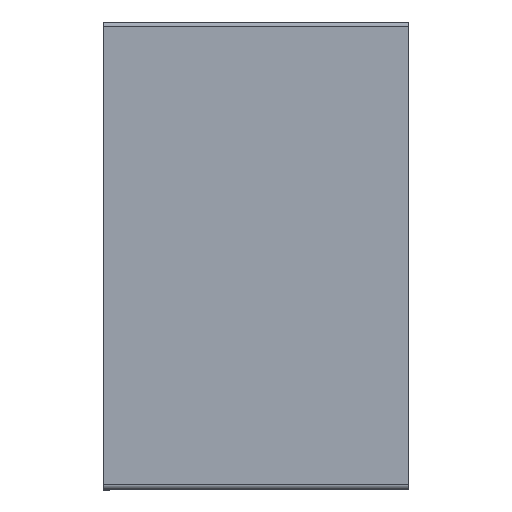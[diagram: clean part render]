
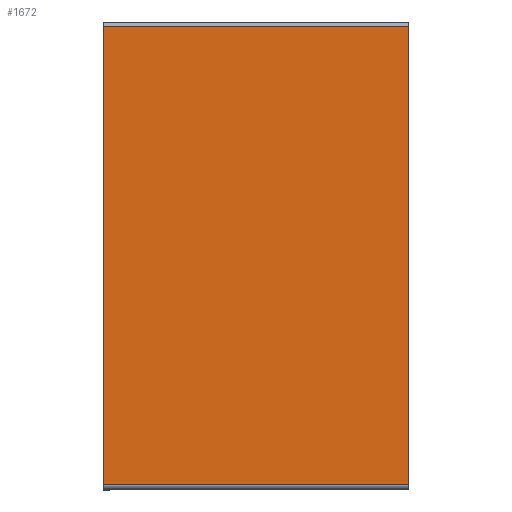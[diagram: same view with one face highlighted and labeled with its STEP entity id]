
A CAD part, top view. The second image highlights one B-rep face of the part: STEP entity #1672.
In plain terms, the highlighted planar face has unit normal (0, 0, 1).
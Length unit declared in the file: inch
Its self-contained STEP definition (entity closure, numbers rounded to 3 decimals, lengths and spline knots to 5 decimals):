
#107=PLANE('',#1918);
#164=FACE_OUTER_BOUND('',#264,.T.);
#264=EDGE_LOOP('',(#1181,#1182,#1183,#1184));
#358=LINE('',#2646,#516);
#362=LINE('',#2659,#520);
#365=LINE('',#2667,#523);
#370=LINE('',#2677,#528);
#516=VECTOR('',#2103,0.3937);
#520=VECTOR('',#2115,0.3937);
#523=VECTOR('',#2122,0.3937);
#528=VECTOR('',#2133,0.3937);
#745=VERTEX_POINT('',#2639);
#748=VERTEX_POINT('',#2644);
#753=VERTEX_POINT('',#2658);
#756=VERTEX_POINT('',#2666);
#902=EDGE_CURVE('',#748,#745,#358,.T.);
#908=EDGE_CURVE('',#745,#753,#362,.T.);
#912=EDGE_CURVE('',#753,#756,#365,.T.);
#918=EDGE_CURVE('',#748,#756,#370,.T.);
#1181=ORIENTED_EDGE('',*,*,#902,.F.);
#1182=ORIENTED_EDGE('',*,*,#918,.T.);
#1183=ORIENTED_EDGE('',*,*,#912,.F.);
#1184=ORIENTED_EDGE('',*,*,#908,.F.);
#1672=ADVANCED_FACE('',(#164),#107,.T.);
#1918=AXIS2_PLACEMENT_3D('',#2688,#2147,#2148);
#2103=DIRECTION('',(0.,1.,0.));
#2115=DIRECTION('',(1.,0.,0.));
#2122=DIRECTION('',(0.,-1.,0.));
#2133=DIRECTION('',(1.,0.,0.));
#2147=DIRECTION('center_axis',(0.,0.,
1.));
#2148=DIRECTION('ref_axis',(1.,0.,0.));
#2639=CARTESIAN_POINT('',(-0.24376,2.,0.27204));
#2644=CARTESIAN_POINT('',(-0.24376,0.,0.27204));
#2646=CARTESIAN_POINT('',(-0.24376,0.,0.27204));
#2658=CARTESIAN_POINT('',(2.75874,2.,0.27204));
#2659=CARTESIAN_POINT('',(-0.27376,2.,0.27204));
#2666=CARTESIAN_POINT('',(2.75874,0.,0.27204));
#2667=CARTESIAN_POINT('',(2.75874,0.,0.27204));
#2677=CARTESIAN_POINT('',(-0.27376,0.,0.27204));
#2688=CARTESIAN_POINT('Origin',(-0.27376,0.,
0.27204));
